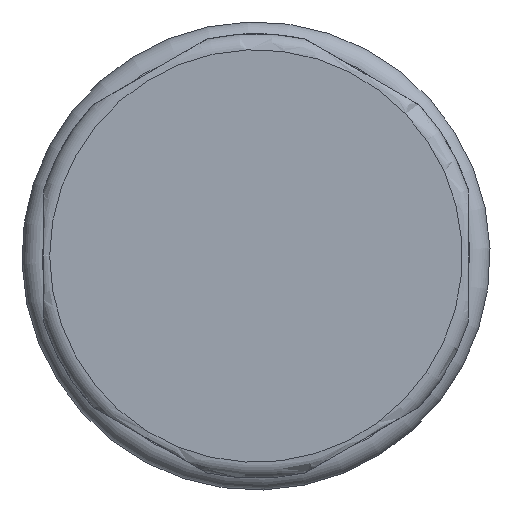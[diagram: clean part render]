
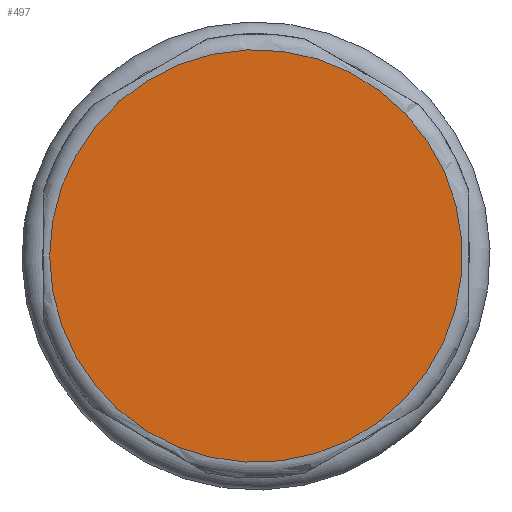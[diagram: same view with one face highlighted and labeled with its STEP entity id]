
A CAD part, left-side view. The second image highlights one B-rep face of the part: STEP entity #497.
In plain terms, the highlighted planar face has unit normal (-1, 0, 0).
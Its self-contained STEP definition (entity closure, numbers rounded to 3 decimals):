
#481=CARTESIAN_POINT('',(0.,8.575,0.0));
#482=DIRECTION('',(-1.0,0.0,0.0));
#483=DIRECTION('',(0.0,0.0,1.0));
#484=AXIS2_PLACEMENT_3D('',#481,#482,#483);
#485=PLANE('',#484);
#486=CARTESIAN_POINT('',(0.0,10.2,0.0));
#487=VERTEX_POINT('',#486);
#488=CARTESIAN_POINT('',(0.0,0.0,0.0));
#489=DIRECTION('',(1.0,0.0,0.0));
#490=DIRECTION('',(0.0,-1.0,0.0));
#491=AXIS2_PLACEMENT_3D('',#488,#489,#490);
#492=CIRCLE('',#491,10.2);
#493=EDGE_CURVE('',#487,#487,#492,.T.);
#494=ORIENTED_EDGE('',*,*,#493,.F.);
#495=EDGE_LOOP('',(#494));
#496=FACE_OUTER_BOUND('',#495,.T.);
#497=ADVANCED_FACE('',(#496),#485,.T.);
